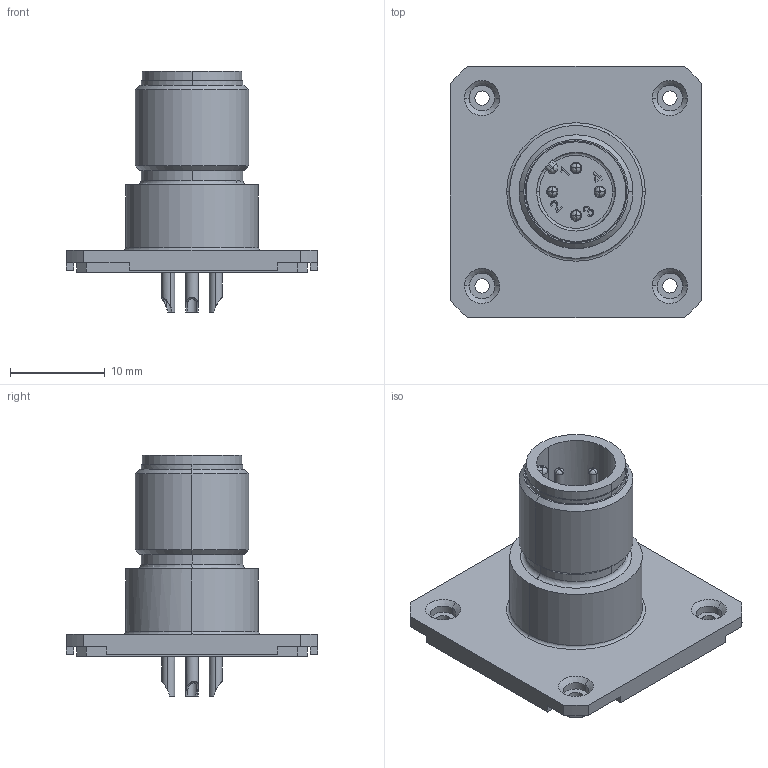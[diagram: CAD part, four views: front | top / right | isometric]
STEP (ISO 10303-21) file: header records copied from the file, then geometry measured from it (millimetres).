
FILE_DESCRIPTION(('CATIA V5 STEP Exchange','CAx-IF Rec.Pracs.--- Model Styling and Organization---1.4--- 2014-01-23'),'2;1');
FILE_NAME ('D1461955_1_2424340000_2424340000.stp','2021-01-02T10:31:55+00:00',('none'),('Weidmueller'),'CATIA Version 5-6 Release 2016 SP3 HF44','CATIA V5 STEP AP214','none');
FILE_SCHEMA(('AUTOMOTIVE_DESIGN { 1 0 10303 214 1 1 1 1 }'));
Length unit declared in the file: millimetre
Products named in the file (1): 2424340000
Bounding box: 26.5 x 26.5 x 25.5 mm (x, y, z)
Volume: 3063.4 mm3; surface area: 4938.8 mm2
Topology: 11 solids, 11 shells, 284 faces, 770 edges, 514 vertices
Faces by surface type: plane 95, cylinder 91, bspline 55, cone 36, torus 7
Entity records: 9832 total; most frequent: CARTESIAN_POINT 3497, ORIENTED_EDGE 1520, DIRECTION 891, EDGE_CURVE 760, VERTEX_POINT 514, AXIS2_PLACEMENT_3D 382, EDGE_LOOP 320, VECTOR 296
